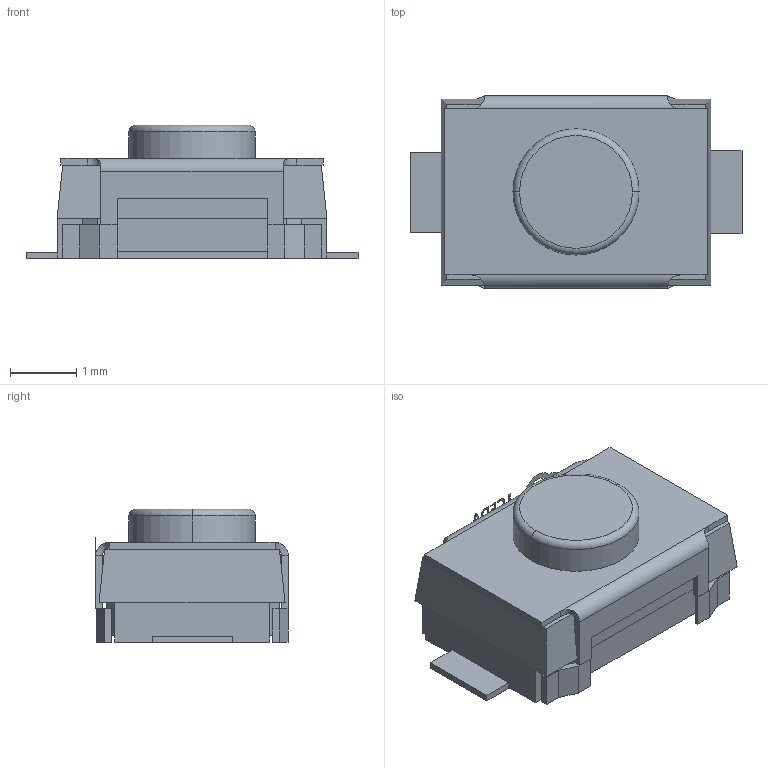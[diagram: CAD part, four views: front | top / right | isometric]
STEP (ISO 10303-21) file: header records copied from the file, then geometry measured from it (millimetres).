
FILE_DESCRIPTION (( 'STEP AP214' ), '1' );
FILE_NAME ('SW-SMD_L4.0-W2.9-H2-LS5.0.step', '2022-07-26T15:19:34', ( '' ), ( '' ), 'SwSTEP 2.0', 'SolidWorks 2020', '' );
FILE_SCHEMA (( 'AUTOMOTIVE_DESIGN' ));
Length unit declared in the file: millimetre
Products named in the file (1): SW-SMD_L4.0-W2.9-H2-LS5.0
Bounding box: 5 x 2.9 x 2.01 mm (x, y, z)
Volume: 17.7 mm3; surface area: 57.4 mm2
Topology: 14 solids, 14 shells, 477 faces, 1321 edges, 868 vertices
Faces by surface type: plane 319, bspline 150, cylinder 6, torus 2
Entity records: 20705 total; most frequent: CARTESIAN_POINT 6525, ORIENTED_EDGE 2642, DIRECTION 1669, EDGE_CURVE 1321, LINE 997, VECTOR 997, VERTEX_POINT 868, EDGE_LOOP 497
